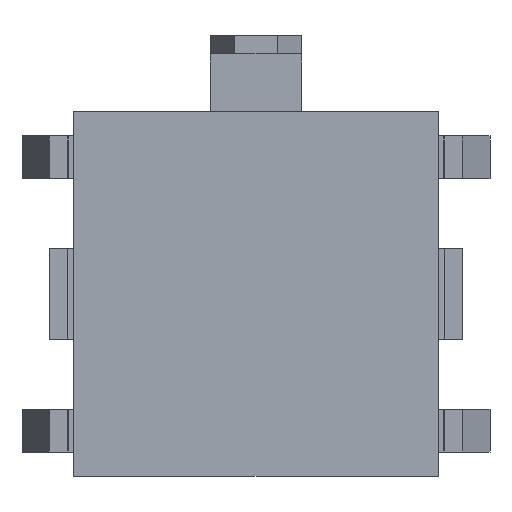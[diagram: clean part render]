
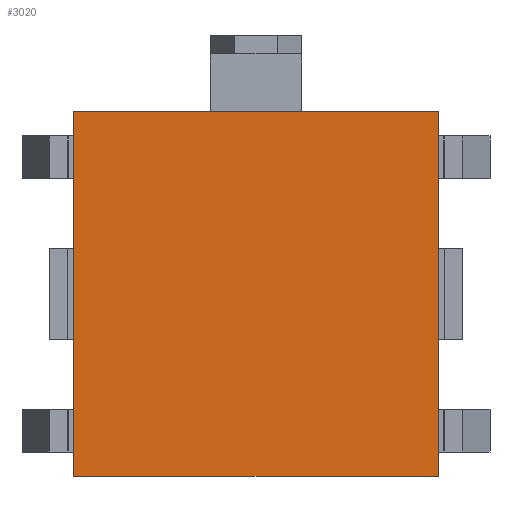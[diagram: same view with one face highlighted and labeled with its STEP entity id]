
A CAD part, front view. The second image highlights one B-rep face of the part: STEP entity #3020.
In plain terms, the highlighted planar face has unit normal (0, -1, 0).
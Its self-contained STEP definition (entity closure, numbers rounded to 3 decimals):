
#60 = ORIENTED_EDGE ( 'NONE', *, *, #2696, .T. ) ;
#498 = VERTEX_POINT ( 'NONE', #774 ) ;
#512 = FACE_OUTER_BOUND ( 'NONE', #2673, .T. ) ;
#513 = PLANE ( 'NONE',  #514 ) ;
#514 = AXIS2_PLACEMENT_3D ( 'NONE', #517, #518, #519 ) ;
#517 = CARTESIAN_POINT ( 'NONE',  ( -3., 0., 3. ) ) ;
#518 = DIRECTION ( 'NONE',  ( 0., 1., 0. ) ) ;
#519 = DIRECTION ( 'NONE',  ( -1., 0., 0. ) ) ;
#774 = CARTESIAN_POINT ( 'NONE',  ( 3., 0., -3. ) ) ;
#804 = VERTEX_POINT ( 'NONE', #1029 ) ;
#1029 = CARTESIAN_POINT ( 'NONE',  ( -3., 0., 3. ) ) ;
#1423 = LINE ( 'NONE', #1424, #1425 ) ;
#1424 = CARTESIAN_POINT ( 'NONE',  ( -3., 0., -3. ) ) ;
#1425 = VECTOR ( 'NONE', #1426, 1000. ) ;
#1426 = DIRECTION ( 'NONE',  ( 1., 0., 0. ) ) ;
#1589 = LINE ( 'NONE', #1590, #1591 ) ;
#1590 = CARTESIAN_POINT ( 'NONE',  ( -3., 0., 3. ) ) ;
#1591 = VECTOR ( 'NONE', #1592, 1000. ) ;
#1592 = DIRECTION ( 'NONE',  ( 1., 0., 0. ) ) ;
#1689 = LINE ( 'NONE', #1690, #1691 ) ;
#1690 = CARTESIAN_POINT ( 'NONE',  ( 3., 0., 3. ) ) ;
#1691 = VECTOR ( 'NONE', #1692, 1000. ) ;
#1692 = DIRECTION ( 'NONE',  ( 0., 0., -1. ) ) ;
#1851 = EDGE_CURVE ( 'NONE', #2827, #498, #1689, .T. ) ;
#1888 = CARTESIAN_POINT ( 'NONE',  ( -3., 0., -3. ) ) ;
#1932 = CARTESIAN_POINT ( 'NONE',  ( 3., 0., 3. ) ) ;
#2074 = LINE ( 'NONE', #2075, #2076 ) ;
#2075 = CARTESIAN_POINT ( 'NONE',  ( -3., 0., 3. ) ) ;
#2076 = VECTOR ( 'NONE', #2077, 1000. ) ;
#2077 = DIRECTION ( 'NONE',  ( 0., 0., -1. ) ) ;
#2209 = VERTEX_POINT ( 'NONE', #1888 ) ;
#2596 = ORIENTED_EDGE ( 'NONE', *, *, #1851, .F. ) ;
#2673 = EDGE_LOOP ( 'NONE', ( #60, #2596, #2797, #2944 ) ) ;
#2696 = EDGE_CURVE ( 'NONE', #2209, #498, #1423, .T. ) ;
#2728 = EDGE_CURVE ( 'NONE', #804, #2827, #1589, .T. ) ;
#2797 = ORIENTED_EDGE ( 'NONE', *, *, #2728, .F. ) ;
#2827 = VERTEX_POINT ( 'NONE', #1932 ) ;
#2876 = EDGE_CURVE ( 'NONE', #804, #2209, #2074, .T. ) ;
#2944 = ORIENTED_EDGE ( 'NONE', *, *, #2876, .T. ) ;
#3020 = ADVANCED_FACE ( 'NONE', ( #512 ), #513, .F. ) ;
